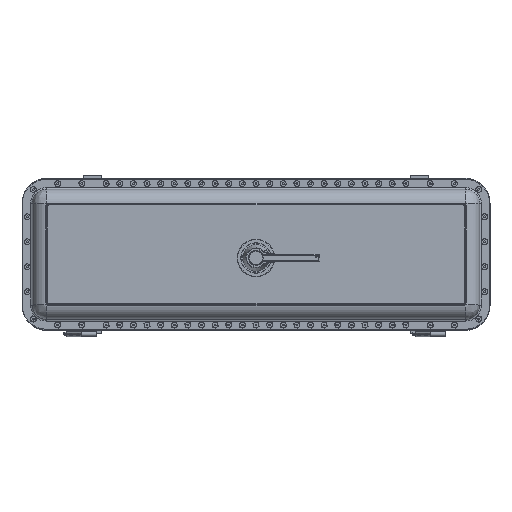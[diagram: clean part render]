
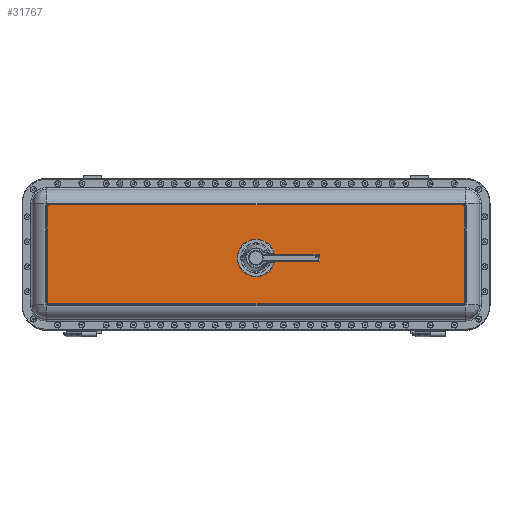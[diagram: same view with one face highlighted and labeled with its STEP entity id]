
A CAD part, top view. The second image highlights one B-rep face of the part: STEP entity #31767.
In plain terms, the highlighted face is planar.
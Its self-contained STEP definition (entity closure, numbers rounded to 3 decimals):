
#1788=FACE_BOUND('',#6113,.T.);
#1789=FACE_BOUND('',#6114,.T.);
#1790=FACE_BOUND('',#6115,.T.);
#1791=FACE_BOUND('',#6116,.T.);
#1792=FACE_BOUND('',#6117,.T.);
#2185=PLANE('',#35047);
#3899=FACE_OUTER_BOUND('',#6112,.T.);
#6112=EDGE_LOOP('',(#26813,#26814,#26815,#26816,#26817,#26818,#26819,#26820));
#6113=EDGE_LOOP('',(#26821,#26822));
#6114=EDGE_LOOP('',(#26823,#26824));
#6115=EDGE_LOOP('',(#26825,#26826));
#6116=EDGE_LOOP('',(#26827,#26828));
#6117=EDGE_LOOP('',(#26829));
#6984=ELLIPSE('',#35025,0.125,0.125);
#6986=ELLIPSE('',#35029,0.125,0.125);
#6988=ELLIPSE('',#35034,0.125,0.125);
#6989=ELLIPSE('',#35037,0.125,0.125);
#8269=LINE('',#56384,#10558);
#8270=LINE('',#56386,#10559);
#8272=LINE('',#56389,#10561);
#8276=LINE('',#56395,#10565);
#10558=VECTOR('',#41983,0.394);
#10559=VECTOR('',#41986,0.394);
#10561=VECTOR('',#41990,0.394);
#10565=VECTOR('',#41998,0.394);
#12143=CIRCLE('',#33740,0.098);
#12144=CIRCLE('',#33741,0.098);
#12147=CIRCLE('',#33746,0.098);
#12148=CIRCLE('',#33747,0.098);
#12151=CIRCLE('',#33752,0.098);
#12152=CIRCLE('',#33753,0.098);
#12155=CIRCLE('',#33758,0.098);
#12156=CIRCLE('',#33759,0.098);
#12162=CIRCLE('',#33768,0.773);
#14101=VERTEX_POINT('',#49338);
#14102=VERTEX_POINT('',#49339);
#14106=VERTEX_POINT('',#49351);
#14107=VERTEX_POINT('',#49352);
#14111=VERTEX_POINT('',#49364);
#14112=VERTEX_POINT('',#49365);
#14116=VERTEX_POINT('',#49377);
#14117=VERTEX_POINT('',#49378);
#14123=VERTEX_POINT('',#49396);
#15216=VERTEX_POINT('',#56268);
#15217=VERTEX_POINT('',#56269);
#15219=VERTEX_POINT('',#56305);
#15220=VERTEX_POINT('',#56306);
#15223=VERTEX_POINT('',#56343);
#15224=VERTEX_POINT('',#56345);
#15225=VERTEX_POINT('',#56378);
#15226=VERTEX_POINT('',#56380);
#17570=EDGE_CURVE('',#14101,#14102,#12143,.T.);
#17571=EDGE_CURVE('',#14102,#14101,#12144,.T.);
#17576=EDGE_CURVE('',#14106,#14107,#12147,.T.);
#17577=EDGE_CURVE('',#14107,#14106,#12148,.T.);
#17582=EDGE_CURVE('',#14111,#14112,#12151,.T.);
#17583=EDGE_CURVE('',#14112,#14111,#12152,.T.);
#17588=EDGE_CURVE('',#14116,#14117,#12155,.T.);
#17589=EDGE_CURVE('',#14117,#14116,#12156,.T.);
#17598=EDGE_CURVE('',#14123,#14123,#12162,.T.);
#19245=EDGE_CURVE('',#15216,#15217,#6984,.T.);
#19249=EDGE_CURVE('',#15219,#15220,#6986,.T.);
#19254=EDGE_CURVE('',#15223,#15224,#6988,.T.);
#19257=EDGE_CURVE('',#15225,#15226,#6989,.T.);
#19259=EDGE_CURVE('',#15220,#15225,#8269,.T.);
#19260=EDGE_CURVE('',#15226,#15223,#8270,.T.);
#19262=EDGE_CURVE('',#15224,#15216,#8272,.T.);
#19266=EDGE_CURVE('',#15217,#15219,#8276,.T.);
#26813=ORIENTED_EDGE('',*,*,#19257,.F.);
#26814=ORIENTED_EDGE('',*,*,#19259,.F.);
#26815=ORIENTED_EDGE('',*,*,#19249,.F.);
#26816=ORIENTED_EDGE('',*,*,#19266,.F.);
#26817=ORIENTED_EDGE('',*,*,#19245,.F.);
#26818=ORIENTED_EDGE('',*,*,#19262,.F.);
#26819=ORIENTED_EDGE('',*,*,#19254,.F.);
#26820=ORIENTED_EDGE('',*,*,#19260,.F.);
#26821=ORIENTED_EDGE('',*,*,#17570,.T.);
#26822=ORIENTED_EDGE('',*,*,#17571,.T.);
#26823=ORIENTED_EDGE('',*,*,#17576,.T.);
#26824=ORIENTED_EDGE('',*,*,#17577,.T.);
#26825=ORIENTED_EDGE('',*,*,#17582,.T.);
#26826=ORIENTED_EDGE('',*,*,#17583,.T.);
#26827=ORIENTED_EDGE('',*,*,#17588,.T.);
#26828=ORIENTED_EDGE('',*,*,#17589,.T.);
#26829=ORIENTED_EDGE('',*,*,#17598,.T.);
#31767=ADVANCED_FACE('',(#3899,#1788,#1789,#1790,#1791,#1792),#2185,.F.);
#33740=AXIS2_PLACEMENT_3D('',#49340,#38661,#38662);
#33741=AXIS2_PLACEMENT_3D('',#49341,#38663,#38664);
#33746=AXIS2_PLACEMENT_3D('',#49353,#38675,#38676);
#33747=AXIS2_PLACEMENT_3D('',#49354,#38677,#38678);
#33752=AXIS2_PLACEMENT_3D('',#49366,#38689,#38690);
#33753=AXIS2_PLACEMENT_3D('',#49367,#38691,#38692);
#33758=AXIS2_PLACEMENT_3D('',#49379,#38703,#38704);
#33759=AXIS2_PLACEMENT_3D('',#49380,#38705,#38706);
#33768=AXIS2_PLACEMENT_3D('',#49398,#38726,#38727);
#35025=AXIS2_PLACEMENT_3D('',#56270,#41953,#41954);
#35029=AXIS2_PLACEMENT_3D('',#56307,#41961,#41962);
#35034=AXIS2_PLACEMENT_3D('',#56346,#41971,#41972);
#35037=AXIS2_PLACEMENT_3D('',#56381,#41977,#41978);
#35047=AXIS2_PLACEMENT_3D('',#56400,#42006,#42007);
#38661=DIRECTION('center_axis',(0.,0.,1.));
#38662=DIRECTION('ref_axis',(-1.,0.,0.));
#38663=DIRECTION('center_axis',(0.,0.,1.));
#38664=DIRECTION('ref_axis',(-1.,0.,0.));
#38675=DIRECTION('center_axis',(0.,0.,1.));
#38676=DIRECTION('ref_axis',(-1.,0.,0.));
#38677=DIRECTION('center_axis',(0.,0.,1.));
#38678=DIRECTION('ref_axis',(-1.,0.,0.));
#38689=DIRECTION('center_axis',(0.,0.,1.));
#38690=DIRECTION('ref_axis',(-1.,0.,0.));
#38691=DIRECTION('center_axis',(0.,0.,1.));
#38692=DIRECTION('ref_axis',(-1.,0.,0.));
#38703=DIRECTION('center_axis',(0.,0.,1.));
#38704=DIRECTION('ref_axis',(-1.,0.,0.));
#38705=DIRECTION('center_axis',(0.,0.,1.));
#38706=DIRECTION('ref_axis',(-1.,0.,0.));
#38726=DIRECTION('center_axis',(0.,0.,1.));
#38727=DIRECTION('ref_axis',(1.,0.,0.));
#41953=DIRECTION('center_axis',(0.,0.,1.));
#41954=DIRECTION('ref_axis',(-0.707,-0.707,0.));
#41961=DIRECTION('center_axis',(0.,0.,1.));
#41962=DIRECTION('ref_axis',(0.707,-0.707,0.));
#41971=DIRECTION('center_axis',(0.,0.,1.));
#41972=DIRECTION('ref_axis',(-0.707,0.707,0.));
#41977=DIRECTION('center_axis',(0.,0.,1.));
#41978=DIRECTION('ref_axis',(0.707,0.707,0.));
#41983=DIRECTION('',(0.,1.,0.));
#41986=DIRECTION('',(-1.,0.,0.));
#41990=DIRECTION('',(0.,-1.,0.));
#41998=DIRECTION('',(1.,0.,0.));
#42006=DIRECTION('center_axis',(0.,0.,1.));
#42007=DIRECTION('ref_axis',(1.,0.,0.));
#49338=CARTESIAN_POINT('',(0.402,-1.875,-2.484));
#49339=CARTESIAN_POINT('',(0.598,-1.875,-2.484));
#49340=CARTESIAN_POINT('Origin',(0.5,-1.875,-2.484));
#49341=CARTESIAN_POINT('Origin',(0.5,-1.875,-2.484));
#49351=CARTESIAN_POINT('',(0.402,1.875,-2.484));
#49352=CARTESIAN_POINT('',(0.598,1.875,-2.484));
#49353=CARTESIAN_POINT('Origin',(0.5,1.875,-2.484));
#49354=CARTESIAN_POINT('Origin',(0.5,1.875,-2.484));
#49364=CARTESIAN_POINT('',(2.277,0.,-2.484));
#49365=CARTESIAN_POINT('',(2.473,0.,-2.484));
#49366=CARTESIAN_POINT('Origin',(2.375,0.,-2.484));
#49367=CARTESIAN_POINT('Origin',(2.375,0.,-2.484));
#49377=CARTESIAN_POINT('',(-1.473,0.,-2.484));
#49378=CARTESIAN_POINT('',(-1.277,0.,-2.484));
#49379=CARTESIAN_POINT('Origin',(-1.375,0.,-2.484));
#49380=CARTESIAN_POINT('Origin',(-1.375,0.,-2.484));
#49396=CARTESIAN_POINT('',(-0.273,0.,-2.484));
#49398=CARTESIAN_POINT('Origin',(0.5,0.,-2.484));
#56268=CARTESIAN_POINT('',(-6.567,-27.567,-2.484));
#56269=CARTESIAN_POINT('',(-6.442,-27.692,-2.484));
#56270=CARTESIAN_POINT('Origin',(-6.442,-27.567,-2.484));
#56305=CARTESIAN_POINT('',(6.442,-27.692,-2.484));
#56306=CARTESIAN_POINT('',(6.567,-27.567,-2.484));
#56307=CARTESIAN_POINT('Origin',(6.442,-27.567,-2.484));
#56343=CARTESIAN_POINT('',(-6.442,27.692,-2.484));
#56345=CARTESIAN_POINT('',(-6.567,27.567,-2.484));
#56346=CARTESIAN_POINT('Origin',(-6.442,27.567,-2.484));
#56378=CARTESIAN_POINT('',(6.567,27.567,-2.484));
#56380=CARTESIAN_POINT('',(6.442,27.692,-2.484));
#56381=CARTESIAN_POINT('Origin',(6.442,27.567,-2.484));
#56384=CARTESIAN_POINT('',(6.567,13.938,-2.484));
#56386=CARTESIAN_POINT('',(-3.375,27.692,-2.484));
#56389=CARTESIAN_POINT('',(-6.567,-13.938,-2.484));
#56395=CARTESIAN_POINT('',(3.375,-27.692,-2.484));
#56400=CARTESIAN_POINT('Origin',(0.,0.,
-2.484));
